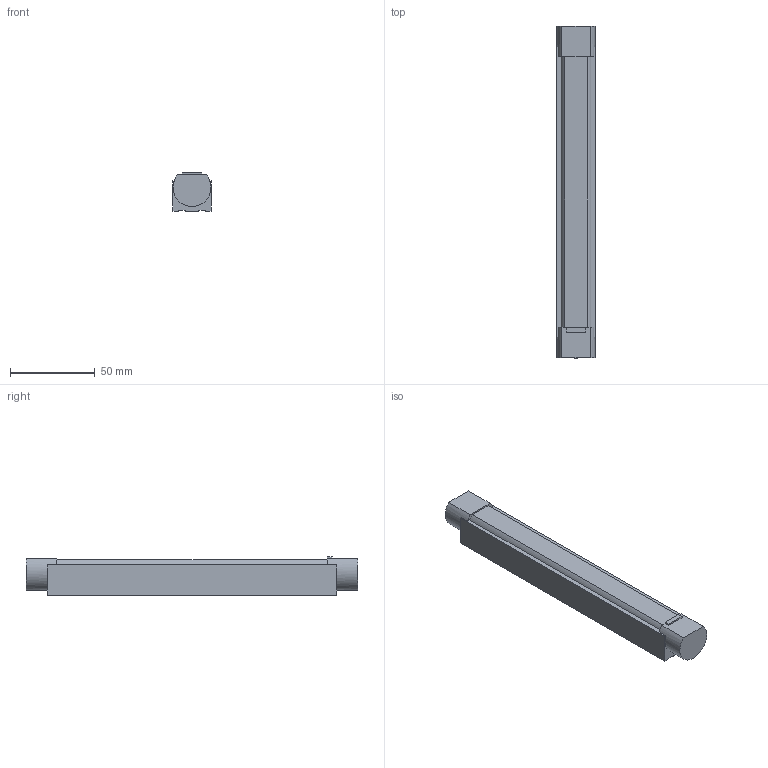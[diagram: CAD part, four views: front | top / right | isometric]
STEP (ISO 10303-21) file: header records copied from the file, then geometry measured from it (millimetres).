
FILE_DESCRIPTION(('Creo Elements/Direct Modeling STEP Export'),'2;1');
FILE_NAME('model.stp','2019-07-30T19:57:43',(''),(''),'Creo Elements/Direct Modeling STEP processor for AP214 (Solid Model)','Creo Elements/Direct Modeling 20.1A 29-Sep-2018 (C) Parametric Technology GmbH','');
FILE_SCHEMA(('AUTOMOTIVE_DESIGN { 1 0 10303 214 1 1 1 1 }'));
Length unit declared in the file: millimetre
Products named in the file (2): PLD_M_160_W_95_105_196-select
Assembly tree (1 placements, depth 2):
  PLD_M_160_W_95_105_196-select
    PLD_M_160_W_95_105_196-select
Bounding box: 22.5 x 196 x 22.6 mm (x, y, z)
Volume: 85109.6 mm3; surface area: 17524.7 mm2
Topology: 1 solids, 1 shells, 40 faces, 104 edges, 68 vertices
Faces by surface type: plane 32, cylinder 8
Entity records: 1469 total; most frequent: ORIENTED_EDGE 208, CARTESIAN_POINT 189, DIRECTION 171, EDGE_CURVE 104, VECTOR 71, LINE 71, VERTEX_POINT 68, AXIS2_PLACEMENT_3D 50
